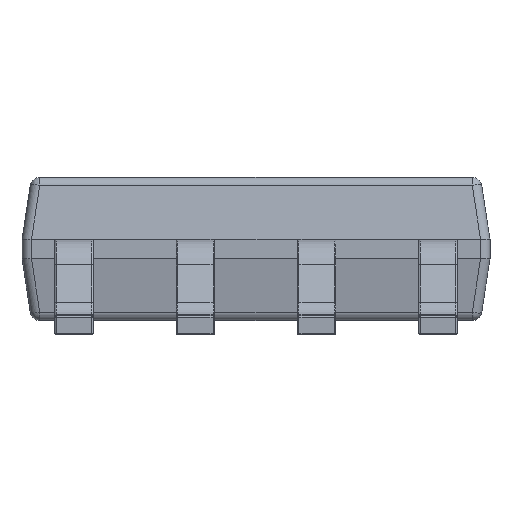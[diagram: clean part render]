
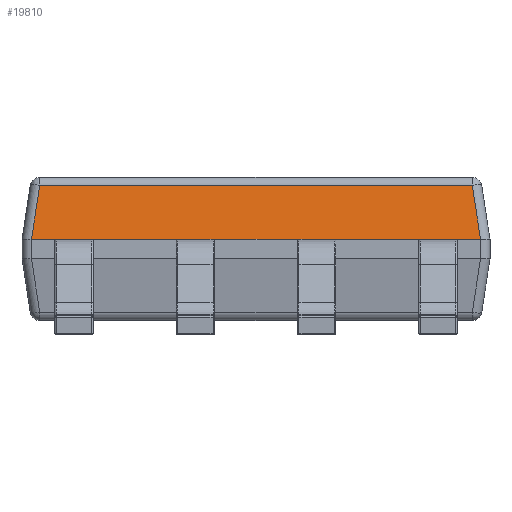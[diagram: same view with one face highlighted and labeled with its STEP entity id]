
A CAD part, left-side view. The second image highlights one B-rep face of the part: STEP entity #19810.
In plain terms, the highlighted planar face has unit normal (-0.988, 0, 0.152).
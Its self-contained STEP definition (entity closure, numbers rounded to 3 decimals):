
#251 = CARTESIAN_POINT ( 'NONE',  ( -1.85, 0., 1.6 ) ) ;
#446 = AXIS2_PLACEMENT_3D ( 'NONE', #251, #25453, #18699 ) ;
#745 = CARTESIAN_POINT ( 'NONE',  ( -1.95, 2.351, 0.95 ) ) ;
#1099 = VERTEX_POINT ( 'NONE', #18162 ) ;
#1315 = VERTEX_POINT ( 'NONE', #6450 ) ;
#1648 = ORIENTED_EDGE ( 'NONE', *, *, #6973, .T. ) ;
#1716 = CARTESIAN_POINT ( 'NONE',  ( -1.95, -2.351, 0.95 ) ) ;
#3292 = EDGE_LOOP ( 'NONE', ( #29215, #1648, #9027, #5567, #9287, #11015 ) ) ;
#4810 = CARTESIAN_POINT ( 'NONE',  ( -1.863, 0., 1.515 ) ) ;
#5129 = VERTEX_POINT ( 'NONE', #21785 ) ;
#5190 = CARTESIAN_POINT ( 'NONE',  ( -1.95, 2.45, 0.95 ) ) ;
#5398 = CARTESIAN_POINT ( 'NONE',  ( -1.95, 2.35, 0.95 ) ) ;
#5567 = ORIENTED_EDGE ( 'NONE', *, *, #16062, .T. ) ;
#6067 = CARTESIAN_POINT ( 'NONE',  ( -1.95, -2.35, 0.95 ) ) ;
#6450 = CARTESIAN_POINT ( 'NONE',  ( -1.95, -2.351, 0.95 ) ) ;
#6973 = EDGE_CURVE ( 'NONE', #10109, #7720, #10824, .T. ) ;
#7720 = VERTEX_POINT ( 'NONE', #24924 ) ;
#7826 =( BOUNDED_CURVE ( )  B_SPLINE_CURVE ( 3, ( #6067, #26899, #1716, #15215 ),
 .UNSPECIFIED., .F., .F. ) 
 B_SPLINE_CURVE_WITH_KNOTS ( ( 4, 4 ),
 ( 0., 0.012 ),
 .UNSPECIFIED. ) 
 CURVE ( )  GEOMETRIC_REPRESENTATION_ITEM ( )  RATIONAL_B_SPLINE_CURVE ( ( 1., 1., 1., 1. ) ) 
 REPRESENTATION_ITEM ( '' )  );
#9027 = ORIENTED_EDGE ( 'NONE', *, *, #18545, .F. ) ;
#9057 = DIRECTION ( 'NONE',  ( 0.15, 0.15, 0.977 ) ) ;
#9287 = ORIENTED_EDGE ( 'NONE', *, *, #16487, .T. ) ;
#9480 = CARTESIAN_POINT ( 'NONE',  ( -1.95, 2.35, 0.95 ) ) ;
#9572 = LINE ( 'NONE', #5190, #22898 ) ;
#9906 = CARTESIAN_POINT ( 'NONE',  ( -1.799, 2.2, 1.931 ) ) ;
#10109 = VERTEX_POINT ( 'NONE', #12935 ) ;
#10824 =( BOUNDED_CURVE ( )  B_SPLINE_CURVE ( 3, ( #745, #14101, #5398, #9480 ),
 .UNSPECIFIED., .F., .F. ) 
 B_SPLINE_CURVE_WITH_KNOTS ( ( 4, 4 ),
 ( 6.272, 6.283 ),
 .UNSPECIFIED. ) 
 CURVE ( )  GEOMETRIC_REPRESENTATION_ITEM ( )  RATIONAL_B_SPLINE_CURVE ( ( 1., 1., 1., 1. ) ) 
 REPRESENTATION_ITEM ( '' )  );
#11015 = ORIENTED_EDGE ( 'NONE', *, *, #14454, .T. ) ;
#12395 = DIRECTION ( 'NONE',  ( 0., 1., 0. ) ) ;
#12935 = CARTESIAN_POINT ( 'NONE',  ( -1.95, 2.351, 0.95 ) ) ;
#13230 = CARTESIAN_POINT ( 'NONE',  ( -1.799, -2.2, 1.931 ) ) ;
#14101 = CARTESIAN_POINT ( 'NONE',  ( -1.95, 2.351, 0.95 ) ) ;
#14454 = EDGE_CURVE ( 'NONE', #5129, #1099, #16064, .T. ) ;
#15215 = CARTESIAN_POINT ( 'NONE',  ( -1.95, -2.351, 0.95 ) ) ;
#15643 = CARTESIAN_POINT ( 'NONE',  ( -1.95, -2.35, 0.95 ) ) ;
#16062 = EDGE_CURVE ( 'NONE', #24220, #1315, #7826, .T. ) ;
#16064 = LINE ( 'NONE', #4810, #26359 ) ;
#16149 = PLANE ( 'NONE',  #446 ) ;
#16487 = EDGE_CURVE ( 'NONE', #1315, #5129, #22711, .T. ) ;
#16521 = VECTOR ( 'NONE', #9057, 1000. ) ;
#16763 = DIRECTION ( 'NONE',  ( -0.15, 0.15, -0.977 ) ) ;
#18162 = CARTESIAN_POINT ( 'NONE',  ( -1.863, 2.264, 1.515 ) ) ;
#18545 = EDGE_CURVE ( 'NONE', #24220, #7720, #9572, .T. ) ;
#18699 = DIRECTION ( 'NONE',  ( 0., 1., 0. ) ) ;
#19810 = ADVANCED_FACE ( 'NONE', ( #27982 ), #16149, .T. ) ;
#21152 = VECTOR ( 'NONE', #16763, 1000. ) ;
#21301 = LINE ( 'NONE', #9906, #21152 ) ;
#21329 = EDGE_CURVE ( 'NONE', #1099, #10109, #21301, .T. ) ;
#21785 = CARTESIAN_POINT ( 'NONE',  ( -1.863, -2.264, 1.515 ) ) ;
#22711 = LINE ( 'NONE', #13230, #16521 ) ;
#22898 = VECTOR ( 'NONE', #12395, 1000. ) ;
#24220 = VERTEX_POINT ( 'NONE', #15643 ) ;
#24924 = CARTESIAN_POINT ( 'NONE',  ( -1.95, 2.35, 0.95 ) ) ;
#25218 = DIRECTION ( 'NONE',  ( 0., 1., 0. ) ) ;
#25453 = DIRECTION ( 'NONE',  ( -0.988, 0., 0.152 ) ) ;
#26359 = VECTOR ( 'NONE', #25218, 1000. ) ;
#26899 = CARTESIAN_POINT ( 'NONE',  ( -1.95, -2.35, 0.95 ) ) ;
#27982 = FACE_OUTER_BOUND ( 'NONE', #3292, .T. ) ;
#29215 = ORIENTED_EDGE ( 'NONE', *, *, #21329, .T. ) ;
